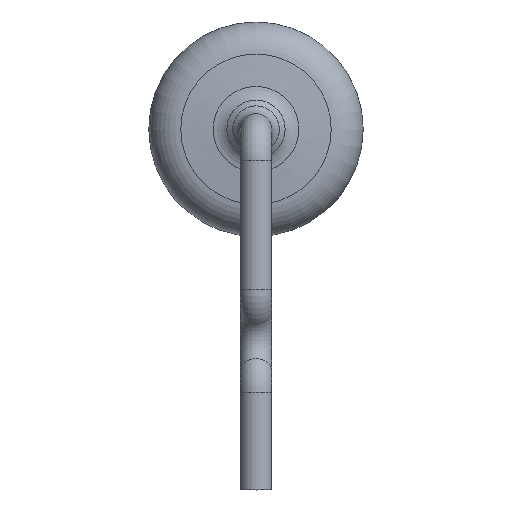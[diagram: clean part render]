
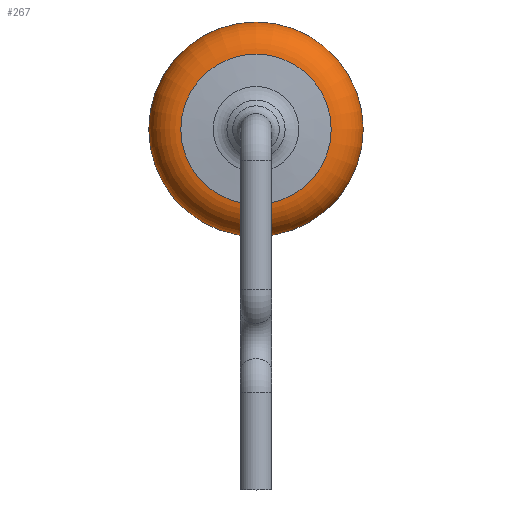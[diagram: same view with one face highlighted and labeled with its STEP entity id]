
A CAD part, left-side view. The second image highlights one B-rep face of the part: STEP entity #267.
In plain terms, the highlighted toroidal (fillet/blend) face has major radius 1.85 mm and minor radius 0.9 mm.
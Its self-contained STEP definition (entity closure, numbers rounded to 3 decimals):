
#267=ADVANCED_FACE('',(#670,#672),#674,.T.);
#670=FACE_OUTER_BOUND('',#671,.T.);
#671=EDGE_LOOP('',(#917));
#672=FACE_OUTER_BOUND('',#673,.T.);
#673=EDGE_LOOP('',(#918));
#674=TOROIDAL_SURFACE('',#675,1.85,0.9);
#675=AXIS2_PLACEMENT_3D('',#676,#677,#678);
#676=CARTESIAN_POINT('',(3.129,0.,6.75));
#677=DIRECTION('',(1.,0.,0.));
#678=DIRECTION('',(0.,0.,-1.));
#917=ORIENTED_EDGE('',*,*,#980,.F.);
#918=ORIENTED_EDGE('',*,*,#981,.T.);
#980=EDGE_CURVE('',#1042,#1042,#1043,.T.);
#981=EDGE_CURVE('',#1044,#1044,#1045,.T.);
#1042=VERTEX_POINT('',#1186);
#1043=CIRCLE('',#1187,2.75);
#1044=VERTEX_POINT('',#1191);
#1045=CIRCLE('',#1192,1.928);
#1186=CARTESIAN_POINT('',(3.129,0.,4.));
#1187=AXIS2_PLACEMENT_3D('',#1188,#1189,#1190);
#1188=CARTESIAN_POINT('',(3.129,0.,6.75));
#1189=DIRECTION('',(1.,0.,0.));
#1190=DIRECTION('',(0.,0.,-1.));
#1191=CARTESIAN_POINT('',(2.233,0.,4.822));
#1192=AXIS2_PLACEMENT_3D('',#1193,#1194,#1195);
#1193=CARTESIAN_POINT('',(2.233,0.,6.75));
#1194=DIRECTION('',(1.,0.,0.));
#1195=DIRECTION('',(0.,0.,-1.));
